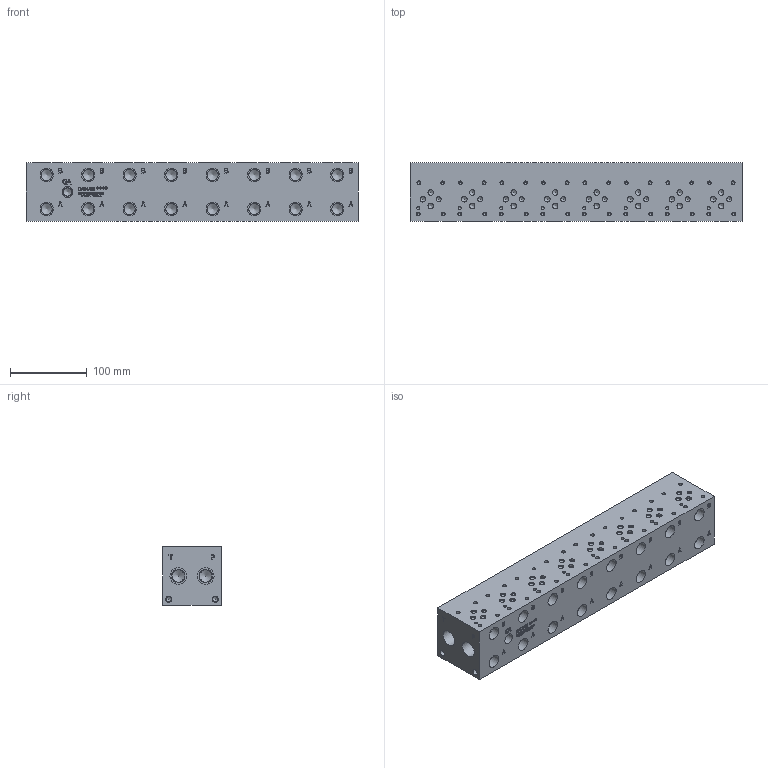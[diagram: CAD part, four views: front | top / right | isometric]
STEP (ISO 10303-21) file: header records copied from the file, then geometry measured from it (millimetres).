
FILE_DESCRIPTION(/* description */ (''),/* implementation_level */ '2;1');
FILE_NAME(/* name */ '_D03P082P.stp',/* time_stamp */ '2022-10-14T15:38:51-04:00',/* author */ ('mikeh'),/* organization */ (''),/* preprocessor_version */ 'ST-DEVELOPER v18',/* originating_system */ 'Autodesk Inventor 2020',/* authorisation */ '');
FILE_SCHEMA (('AUTOMOTIVE_DESIGN { 1 0 10303 214 3 1 1 }'));
Length unit declared in the file: millimetre
Products named in the file (1): Part_AD03P082P_3D
Bounding box: 431.8 x 76.2 x 76.2 mm (x, y, z)
Volume: 2400062.6 mm3; surface area: 175816.1 mm2
Topology: 1 solids, 1 shells, 1043 faces, 2871 edges, 1964 vertices
Faces by surface type: plane 537, bspline 247, cylinder 158, cone 101
Full cylindrical faces by diameter (mm): 3.785 x32, 3.962 x8, 4.826 x32, 6.35 x8, 6.528 x4, 7.137 x24, 7.925 x4, 10.719 x1, 13.868 x1, 14.3 x16, 15.875 x4, 17.297 x16, 17.475 x4, 21.59 x4
Entity records: 34941 total; most frequent: CARTESIAN_POINT 8993, ORIENTED_EDGE 5548, DIRECTION 4445, EDGE_CURVE 2774, VERTEX_POINT 1964, LINE 1709, VECTOR 1709, AXIS2_PLACEMENT_3D 1368
